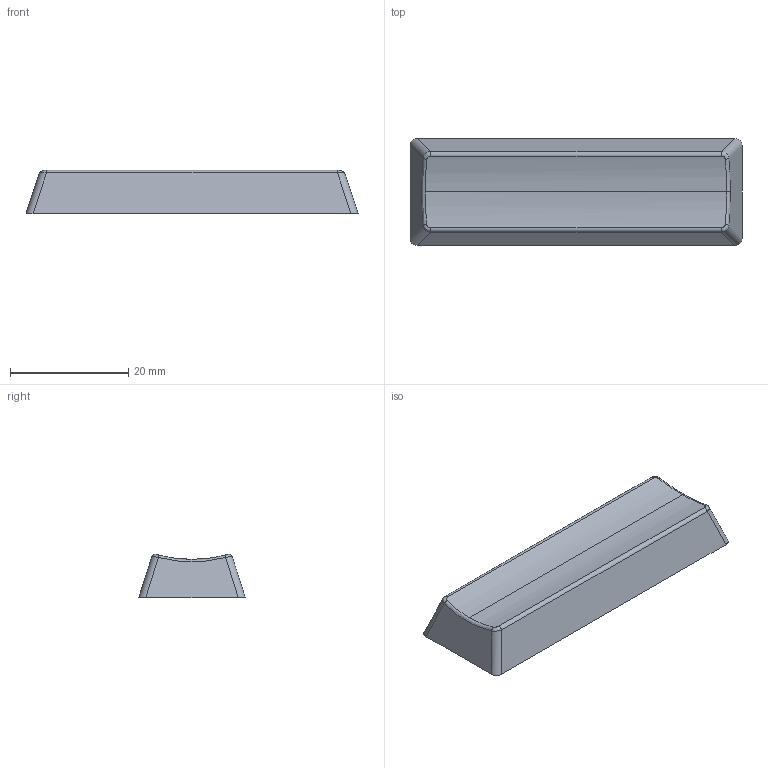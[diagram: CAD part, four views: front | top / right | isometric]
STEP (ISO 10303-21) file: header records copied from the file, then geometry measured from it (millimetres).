
FILE_DESCRIPTION(('HOOPS Exchange Step'),'2;1');
FILE_NAME('temp_export','2023-12-18T10:17:55-05:00',('jscotto'),('Shapr3D Limited'),'HOOPS Exchange 2023.2','Shapr3D','Authorized');
FILE_SCHEMA( ('AUTOMOTIVE_DESIGN { 1 0 10303 214 1 1 1 1 }') );
Length unit declared in the file: millimetre
Products named in the file (1): 3.00u (Concave)
Bounding box: 56.1 x 18 x 7.35 mm (x, y, z)
Volume: 2877.5 mm3; surface area: 3569.1 mm2
Topology: 1 solids, 1 shells, 118 faces, 281 edges, 167 vertices
Faces by surface type: plane 88, cylinder 19, bspline 7, sphere 4
Full cylindrical faces by diameter (mm): 5.8 x3
Entity records: 4313 total; most frequent: CARTESIAN_POINT 1607, ORIENTED_EDGE 554, DIRECTION 539, EDGE_CURVE 277, VECTOR 221, LINE 221, VERTEX_POINT 167, AXIS2_PLACEMENT_3D 159
